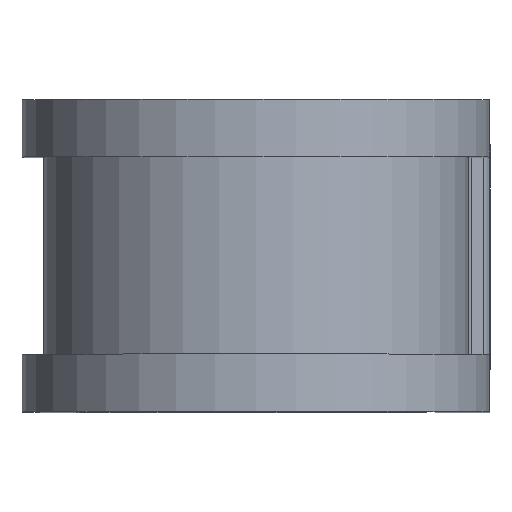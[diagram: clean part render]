
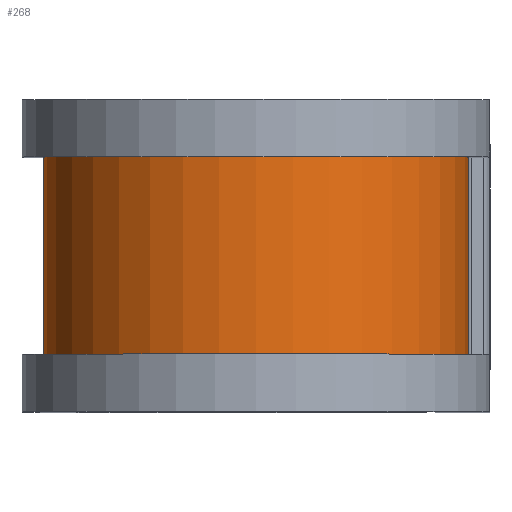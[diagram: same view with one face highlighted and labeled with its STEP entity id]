
A CAD part, top view. The second image highlights one B-rep face of the part: STEP entity #268.
In plain terms, the highlighted cylindrical face has radius 15.037 mm (diameter 30.074 mm), a partial arc.
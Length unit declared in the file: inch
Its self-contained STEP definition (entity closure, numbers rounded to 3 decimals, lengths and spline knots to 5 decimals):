
#117 = CIRCLE ( 'NONE', #1291, 0.592 ) ;
#128 = LINE ( 'NONE', #1650, #1368 ) ;
#268 = ADVANCED_FACE ( 'NONE', ( #1579 ), #283, .T. ) ;
#283 = CYLINDRICAL_SURFACE ( 'NONE', #1051, 0.592 ) ;
#333 = VERTEX_POINT ( 'NONE', #1640 ) ;
#491 = ORIENTED_EDGE ( 'NONE', *, *, #1048, .T. ) ;
#500 = DIRECTION ( 'NONE',  ( 0., -1., 0. ) ) ;
#613 = CARTESIAN_POINT ( 'NONE',  ( 0., -0.275, 1. ) ) ;
#616 = ORIENTED_EDGE ( 'NONE', *, *, #1053, .T. ) ;
#660 = ORIENTED_EDGE ( 'NONE', *, *, #2104, .F. ) ;
#693 = VECTOR ( 'NONE', #1908, 39.37008 ) ;
#719 = CARTESIAN_POINT ( 'NONE',  ( -0.592, -0.275, 1. ) ) ;
#758 = AXIS2_PLACEMENT_3D ( 'NONE', #986, #2139, #1142 ) ;
#764 = CARTESIAN_POINT ( 'NONE',  ( 0.592, -0.275, 1. ) ) ;
#773 = DIRECTION ( 'NONE',  ( 0., 0., -1. ) ) ;
#986 = CARTESIAN_POINT ( 'NONE',  ( 0., 0.275, 1. ) ) ;
#1048 = EDGE_CURVE ( 'NONE', #2004, #1270, #128, .T. ) ;
#1051 = AXIS2_PLACEMENT_3D ( 'NONE', #1335, #1165, #1498 ) ;
#1053 = EDGE_CURVE ( 'NONE', #333, #2004, #1315, .T. ) ;
#1142 = DIRECTION ( 'NONE',  ( 0., 0., -1. ) ) ;
#1165 = DIRECTION ( 'NONE',  ( 0., -1., 0. ) ) ;
#1236 = CARTESIAN_POINT ( 'NONE',  ( 0.592, 0.375, 1. ) ) ;
#1270 = VERTEX_POINT ( 'NONE', #719 ) ;
#1291 = AXIS2_PLACEMENT_3D ( 'NONE', #613, #1772, #773 ) ;
#1315 = CIRCLE ( 'NONE', #758, 0.592 ) ;
#1335 = CARTESIAN_POINT ( 'NONE',  ( 0., 0.375, 1. ) ) ;
#1368 = VECTOR ( 'NONE', #500, 39.37008 ) ;
#1498 = DIRECTION ( 'NONE',  ( 0., 0., -1. ) ) ;
#1563 = LINE ( 'NONE', #1236, #693 ) ;
#1579 = FACE_OUTER_BOUND ( 'NONE', #2024, .T. ) ;
#1640 = CARTESIAN_POINT ( 'NONE',  ( 0.592, 0.275, 1. ) ) ;
#1650 = CARTESIAN_POINT ( 'NONE',  ( -0.592, 0.375, 1. ) ) ;
#1772 = DIRECTION ( 'NONE',  ( 0., -1., 0. ) ) ;
#1788 = VERTEX_POINT ( 'NONE', #764 ) ;
#1825 = EDGE_CURVE ( 'NONE', #1788, #1270, #117, .T. ) ;
#1882 = CARTESIAN_POINT ( 'NONE',  ( -0.592, 0.275, 1. ) ) ;
#1908 = DIRECTION ( 'NONE',  ( 0., -1., 0. ) ) ;
#2004 = VERTEX_POINT ( 'NONE', #1882 ) ;
#2024 = EDGE_LOOP ( 'NONE', ( #660, #616, #491, #2051 ) ) ;
#2051 = ORIENTED_EDGE ( 'NONE', *, *, #1825, .F. ) ;
#2104 = EDGE_CURVE ( 'NONE', #333, #1788, #1563, .T. ) ;
#2139 = DIRECTION ( 'NONE',  ( 0., -1., 0. ) ) ;
